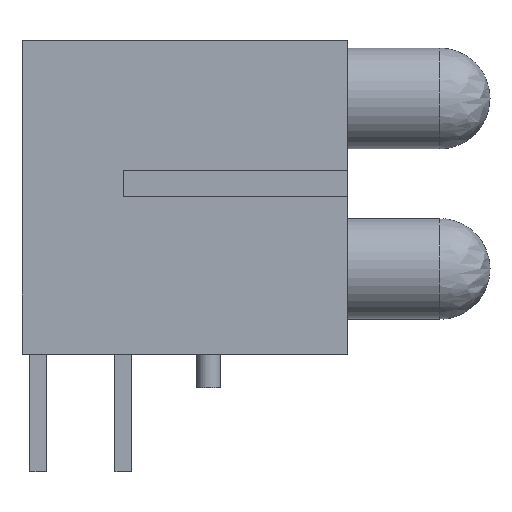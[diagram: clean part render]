
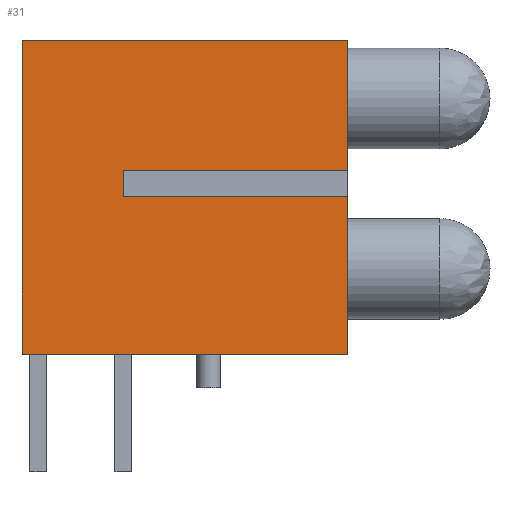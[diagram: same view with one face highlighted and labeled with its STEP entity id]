
A CAD part, front view. The second image highlights one B-rep face of the part: STEP entity #31.
In plain terms, the highlighted planar face has unit normal (0, -1, 0).
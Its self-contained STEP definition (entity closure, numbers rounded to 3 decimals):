
#25 = LINE ( 'NONE', #186, #458 ) ;
#31 = ADVANCED_FACE ( 'NONE', ( #1312 ), #2004, .F. ) ;
#82 = EDGE_CURVE ( 'NONE', #765, #1989, #25, .T. ) ;
#84 = CARTESIAN_POINT ( 'NONE',  ( 15.3, -19.444, 0. ) ) ;
#102 = ORIENTED_EDGE ( 'NONE', *, *, #208, .F. ) ;
#169 = CARTESIAN_POINT ( 'NONE',  ( 15.3, -19.444, 9.35 ) ) ;
#186 = CARTESIAN_POINT ( 'NONE',  ( 25., -19.444, 9.35 ) ) ;
#208 = EDGE_CURVE ( 'NONE', #1036, #990, #422, .T. ) ;
#402 = ORIENTED_EDGE ( 'NONE', *, *, #855, .F. ) ;
#422 = LINE ( 'NONE', #1693, #1887 ) ;
#448 = CARTESIAN_POINT ( 'NONE',  ( 25., -19.444, 5.465 ) ) ;
#458 = VECTOR ( 'NONE', #1164, 1000. ) ;
#504 = DIRECTION ( 'NONE',  ( 0., 0., 1. ) ) ;
#519 = VERTEX_POINT ( 'NONE', #1340 ) ;
#533 = LINE ( 'NONE', #720, #1973 ) ;
#583 = EDGE_CURVE ( 'NONE', #985, #1762, #1717, .T. ) ;
#655 = LINE ( 'NONE', #1466, #1568 ) ;
#659 = VECTOR ( 'NONE', #1994, 1000. ) ;
#670 = EDGE_CURVE ( 'NONE', #519, #1036, #533, .T. ) ;
#720 = CARTESIAN_POINT ( 'NONE',  ( 18.32, -19.444, 4.214 ) ) ;
#728 = CARTESIAN_POINT ( 'NONE',  ( 18.32, -19.444, 4.695 ) ) ;
#765 = VERTEX_POINT ( 'NONE', #448 ) ;
#767 = VECTOR ( 'NONE', #1006, 1000. ) ;
#798 = DIRECTION ( 'NONE',  ( 0., 0., 1. ) ) ;
#855 = EDGE_CURVE ( 'NONE', #765, #519, #655, .T. ) ;
#900 = DIRECTION ( 'NONE',  ( 1., 0., 0. ) ) ;
#926 = EDGE_CURVE ( 'NONE', #985, #1292, #1121, .T. ) ;
#962 = ORIENTED_EDGE ( 'NONE', *, *, #1839, .F. ) ;
#971 = VECTOR ( 'NONE', #798, 1000. ) ;
#985 = VERTEX_POINT ( 'NONE', #1562 ) ;
#990 = VERTEX_POINT ( 'NONE', #1375 ) ;
#1006 = DIRECTION ( 'NONE',  ( 0., 0., 1. ) ) ;
#1036 = VERTEX_POINT ( 'NONE', #728 ) ;
#1121 = LINE ( 'NONE', #1622, #971 ) ;
#1137 = EDGE_CURVE ( 'NONE', #1762, #990, #2001, .T. ) ;
#1141 = EDGE_LOOP ( 'NONE', ( #1617, #402, #1433, #962, #1822, #1227, #2100, #102 ) ) ;
#1164 = DIRECTION ( 'NONE',  ( 0., 0., 1. ) ) ;
#1191 = DIRECTION ( 'NONE',  ( 0., 0., -1. ) ) ;
#1210 = AXIS2_PLACEMENT_3D ( 'NONE', #1343, #1471, #504 ) ;
#1227 = ORIENTED_EDGE ( 'NONE', *, *, #583, .T. ) ;
#1263 = CARTESIAN_POINT ( 'NONE',  ( 25., -19.444, 0. ) ) ;
#1292 = VERTEX_POINT ( 'NONE', #1552 ) ;
#1312 = FACE_OUTER_BOUND ( 'NONE', #1141, .T. ) ;
#1340 = CARTESIAN_POINT ( 'NONE',  ( 18.32, -19.444, 5.465 ) ) ;
#1343 = CARTESIAN_POINT ( 'NONE',  ( 15.3, -19.444, 9.35 ) ) ;
#1375 = CARTESIAN_POINT ( 'NONE',  ( 25., -19.444, 4.695 ) ) ;
#1433 = ORIENTED_EDGE ( 'NONE', *, *, #82, .T. ) ;
#1466 = CARTESIAN_POINT ( 'NONE',  ( 15.3, -19.444, 5.465 ) ) ;
#1471 = DIRECTION ( 'NONE',  ( 0., 1., 0. ) ) ;
#1552 = CARTESIAN_POINT ( 'NONE',  ( 15.3, -19.444, 9.35 ) ) ;
#1562 = CARTESIAN_POINT ( 'NONE',  ( 15.3, -19.444, 0. ) ) ;
#1564 = VECTOR ( 'NONE', #900, 1000. ) ;
#1568 = VECTOR ( 'NONE', #1789, 1000. ) ;
#1617 = ORIENTED_EDGE ( 'NONE', *, *, #670, .F. ) ;
#1622 = CARTESIAN_POINT ( 'NONE',  ( 15.3, -19.444, 9.35 ) ) ;
#1693 = CARTESIAN_POINT ( 'NONE',  ( 15.3, -19.444, 4.695 ) ) ;
#1717 = LINE ( 'NONE', #84, #1564 ) ;
#1762 = VERTEX_POINT ( 'NONE', #1263 ) ;
#1789 = DIRECTION ( 'NONE',  ( -1., 0., 0. ) ) ;
#1822 = ORIENTED_EDGE ( 'NONE', *, *, #926, .F. ) ;
#1839 = EDGE_CURVE ( 'NONE', #1292, #1989, #1976, .T. ) ;
#1887 = VECTOR ( 'NONE', #2046, 1000. ) ;
#1973 = VECTOR ( 'NONE', #1191, 1000. ) ;
#1976 = LINE ( 'NONE', #169, #659 ) ;
#1989 = VERTEX_POINT ( 'NONE', #2034 ) ;
#1994 = DIRECTION ( 'NONE',  ( 1., 0., 0. ) ) ;
#2001 = LINE ( 'NONE', #2031, #767 ) ;
#2004 = PLANE ( 'NONE',  #1210 ) ;
#2031 = CARTESIAN_POINT ( 'NONE',  ( 25., -19.444, 9.35 ) ) ;
#2034 = CARTESIAN_POINT ( 'NONE',  ( 25., -19.444, 9.35 ) ) ;
#2046 = DIRECTION ( 'NONE',  ( 1., 0., 0. ) ) ;
#2100 = ORIENTED_EDGE ( 'NONE', *, *, #1137, .T. ) ;
